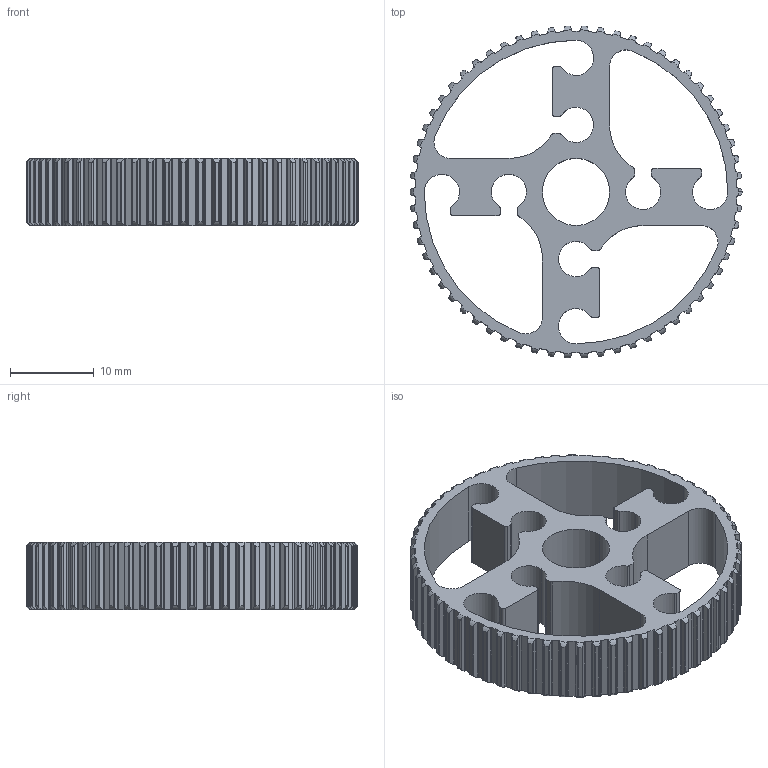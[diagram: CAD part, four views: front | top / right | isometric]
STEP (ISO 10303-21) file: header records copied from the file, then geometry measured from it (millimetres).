
FILE_DESCRIPTION (( 'STEP AP214' ), '1' );
FILE_NAME ('Timing Pulley 62T肮祭湍謫.step', '2016-10-28T04:16:46', ( 'dell' ), ( '' ), 'SwSTEP 2.0', 'SolidWorks 2013', '' );
FILE_SCHEMA (( 'AUTOMOTIVE_DESIGN' ));
Length unit declared in the file: millimetre
Products named in the file (1): Timing Pulley 62T肮祭湍謫
Bounding box: 39.59 x 39.56 x 8 mm (x, y, z)
Volume: 3564.3 mm3; surface area: 4585.1 mm2
Topology: 1 solids, 1 shells, 699 faces, 2089 edges, 1392 vertices
Faces by surface type: cylinder 365, plane 208, torus 126
Entity records: 25159 total; most frequent: CARTESIAN_POINT 6661, ORIENTED_EDGE 4178, DIRECTION 3603, EDGE_CURVE 2089, VERTEX_POINT 1392, AXIS2_PLACEMENT_3D 1310, LINE 983, VECTOR 983
